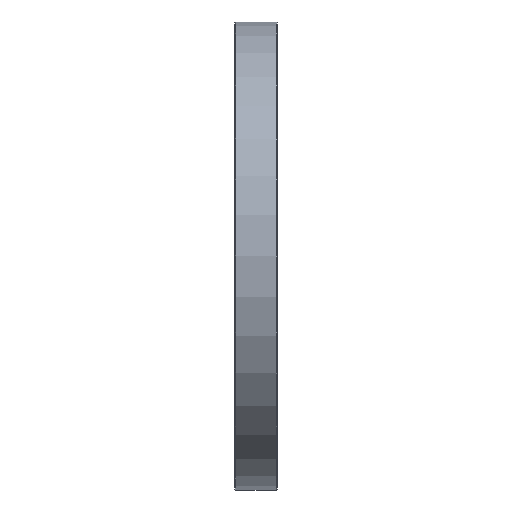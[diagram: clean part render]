
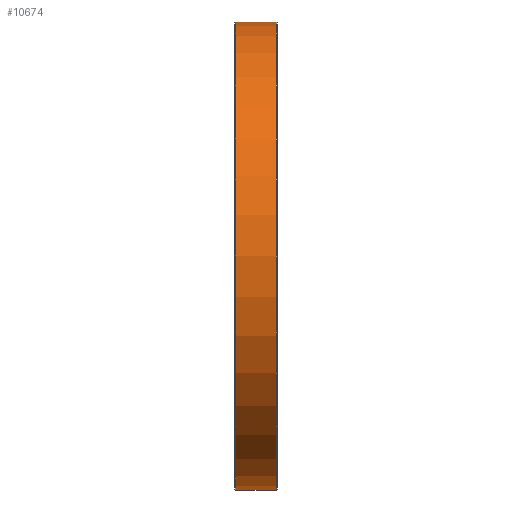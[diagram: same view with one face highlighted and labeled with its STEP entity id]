
A CAD part, front view. The second image highlights one B-rep face of the part: STEP entity #10674.
In plain terms, the highlighted cylindrical face has radius 27.5 mm (diameter 55 mm), a full revolution.
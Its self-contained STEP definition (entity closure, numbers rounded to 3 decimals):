
#423=CYLINDRICAL_SURFACE('',#11296,27.5);
#825=FACE_OUTER_BOUND('',#1430,.T.);
#1430=EDGE_LOOP('',(#6861,#6862,#6863,#6864));
#2037=LINE('',#17740,#2440);
#2440=VECTOR('',#13316,27.5);
#2843=CIRCLE('',#11295,27.5);
#2844=CIRCLE('',#11297,27.5);
#3847=VERTEX_POINT('',#17735);
#3848=VERTEX_POINT('',#17739);
#5052=EDGE_CURVE('',#3847,#3847,#2843,.T.);
#5053=EDGE_CURVE('',#3847,#3848,#2037,.T.);
#5054=EDGE_CURVE('',#3848,#3848,#2844,.T.);
#6861=ORIENTED_EDGE('',*,*,#5052,.F.);
#6862=ORIENTED_EDGE('',*,*,#5053,.T.);
#6863=ORIENTED_EDGE('',*,*,#5054,.F.);
#6864=ORIENTED_EDGE('',*,*,#5053,.F.);
#10674=ADVANCED_FACE('',(#825),#423,.T.);
#11295=AXIS2_PLACEMENT_3D('',#17737,#13312,#13313);
#11296=AXIS2_PLACEMENT_3D('',#17738,#13314,#13315);
#11297=AXIS2_PLACEMENT_3D('',#17741,#13317,#13318);
#13312=DIRECTION('center_axis',(-1.,0.,0.));
#13313=DIRECTION('ref_axis',(0.,0.,-1.));
#13314=DIRECTION('center_axis',(1.,0.,0.));
#13315=DIRECTION('ref_axis',(0.,0.,-1.));
#13316=DIRECTION('',(1.,0.,0.));
#13317=DIRECTION('center_axis',(1.,0.,0.));
#13318=DIRECTION('ref_axis',(0.,0.,-1.));
#17735=CARTESIAN_POINT('',(0.1,0.,27.5));
#17737=CARTESIAN_POINT('Origin',(0.1,0.,0.));
#17738=CARTESIAN_POINT('Origin',(0.,0.,0.));
#17739=CARTESIAN_POINT('',(4.9,0.,27.5));
#17740=CARTESIAN_POINT('',(0.,0.,27.5));
#17741=CARTESIAN_POINT('Origin',(4.9,0.,0.));
